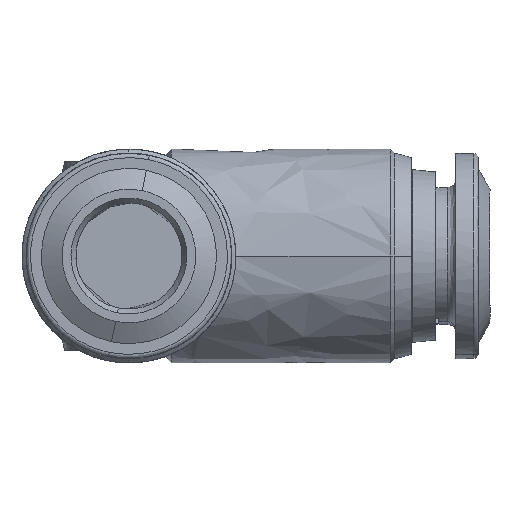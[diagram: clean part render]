
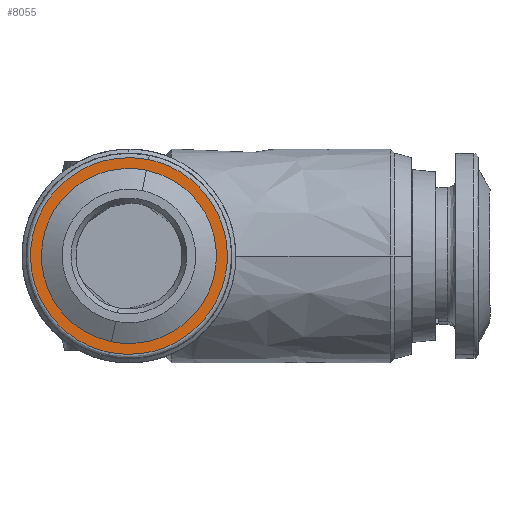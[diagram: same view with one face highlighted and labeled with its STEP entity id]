
A CAD part, left-side view. The second image highlights one B-rep face of the part: STEP entity #8055.
In plain terms, the highlighted free-form (B-spline) face has degree [1, 1] with [2, 2] control points.
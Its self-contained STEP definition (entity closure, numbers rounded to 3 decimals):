
#77 = CARTESIAN_POINT ( 'NONE',  ( -23.441, 5.803, 4.89 ) ) ;
#147 = CARTESIAN_POINT ( 'NONE',  ( -23.441, 9.951, 0.403 ) ) ;
#174 = CARTESIAN_POINT ( 'NONE',  ( -23.441, 8.542, -3.806 ) ) ;
#244 = CARTESIAN_POINT ( 'NONE',  ( -23.441, -1.622, 0.359 ) ) ;
#268 = CARTESIAN_POINT ( 'NONE',  ( -23.441, 0.327, 4.347 ) ) ;
#313 = CARTESIAN_POINT ( 'NONE',  ( -23.441, -1.044, 2.547 ) ) ;
#336 = CARTESIAN_POINT ( 'NONE',  ( -23.441, -1.319, -1.883 ) ) ;
#607 = CARTESIAN_POINT ( 'NONE',  ( -23.441, -2.694, 4.546 ) ) ;
#635 = B_SPLINE_CURVE_WITH_KNOTS ( 'NONE', 3,
 ( #667, #5061, #3814, #2576, #2491, #6314, #4518, #1922, #4394, #5150, #1307, #750, #5084, #1386, #77, #1357, #3246, #6937 ),
 .UNSPECIFIED., .F., .F.,
 ( 4, 2, 2, 2, 2, 2, 2, 2, 4 ),
 ( 0., 0.393, 0.785, 1.178, 1.571, 1.963, 2.356, 2.749, 3.142 ),
 .UNSPECIFIED. ) ;
#667 = CARTESIAN_POINT ( 'NONE',  ( -23.441, 5.183, -5.01 ) ) ;
#750 = CARTESIAN_POINT ( 'NONE',  ( -23.441, 8.031, 3.413 ) ) ;
#815 = CARTESIAN_POINT ( 'NONE',  ( -23.441, 8.513, 3.839 ) ) ;
#927 = CARTESIAN_POINT ( 'NONE',  ( -23.441, -0.181, -3.839 ) ) ;
#951 = CARTESIAN_POINT ( 'NONE',  ( -23.441, 5.309, -5.635 ) ) ;
#990 = CARTESIAN_POINT ( 'NONE',  ( -23.441, 1.902, -4.633 ) ) ;
#1041 = CARTESIAN_POINT ( 'NONE',  ( -23.441, 0.782, -3.891 ) ) ;
#1065 = CARTESIAN_POINT ( 'NONE',  ( -23.441, 2.492, 4.877 ) ) ;
#1307 = CARTESIAN_POINT ( 'NONE',  ( -23.441, 8.781, 2.3 ) ) ;
#1357 = CARTESIAN_POINT ( 'NONE',  ( -23.441, 4.485, 5.146 ) ) ;
#1386 = CARTESIAN_POINT ( 'NONE',  ( -23.441, 6.43, 4.633 ) ) ;
#1473 = CARTESIAN_POINT ( 'NONE',  ( -23.441, 3.15, 5.01 ) ) ;
#1548 = CARTESIAN_POINT ( 'NONE',  ( -23.441, -1.025, -2.587 ) ) ;
#1556 = ORIENTED_EDGE ( 'NONE', *, *, #7305, .T. ) ;
#1574 = CARTESIAN_POINT ( 'NONE',  ( -23.441, 2.283, 5.485 ) ) ;
#1613 = CARTESIAN_POINT ( 'NONE',  ( -23.441, 3.847, -5.146 ) ) ;
#1619 = EDGE_CURVE ( 'NONE', #6348, #7801, #635, .T. ) ;
#1734 = EDGE_LOOP ( 'NONE', ( #6901, #7934 ) ) ;
#1922 = CARTESIAN_POINT ( 'NONE',  ( -23.441, 9.313, -0.319 ) ) ;
#2192 = VERTEX_POINT ( 'NONE', #5041 ) ;
#2416 = B_SPLINE_SURFACE_WITH_KNOTS ( 'NONE', 1, 1, ( 
 ( #6284, #4391 ),
 ( #607, #5000 ) ),
 .UNSPECIFIED., .F., .F., .F.,
 ( 2, 2 ),
 ( 2, 2 ),
 ( 0., 1. ),
 ( 0., 1. ),
 .UNSPECIFIED. ) ;
#2491 = CARTESIAN_POINT ( 'NONE',  ( -23.441, 8.057, -3.384 ) ) ;
#2536 = EDGE_CURVE ( 'NONE', #2192, #8054, #2639, .T. ) ;
#2540 = B_SPLINE_CURVE_WITH_KNOTS ( 'NONE', 3,
 ( #4591, #6493, #2610, #6433, #3282, #7708, #815, #3904, #7121, #147, #6466, #2674, #7086, #174, #3342, #7767, #3965, #3406 ),
 .UNSPECIFIED., .F., .F.,
 ( 4, 2, 2, 2, 2, 2, 2, 2, 4 ),
 ( 0., 0.393, 0.785, 1.178, 1.571, 1.963, 2.356, 2.749, 3.142 ),
 .UNSPECIFIED. ) ;
#2576 = CARTESIAN_POINT ( 'NONE',  ( -23.441, 7.579, -3.865 ) ) ;
#2610 = CARTESIAN_POINT ( 'NONE',  ( -23.441, 4.525, 5.788 ) ) ;
#2639 = B_SPLINE_CURVE_WITH_KNOTS ( 'NONE', 3,
 ( #951, #6554, #6527, #5413, #7202, #3410, #927, #1548, #336, #5367, #244, #4026, #313, #5974, #268, #4722, #1574, #7798 ),
 .UNSPECIFIED., .F., .F.,
 ( 4, 2, 2, 2, 2, 2, 2, 2, 4 ),
 ( 0., 0.393, 0.785, 1.178, 1.571, 1.963, 2.356, 2.749, 3.142 ),
 .UNSPECIFIED. ) ;
#2674 = CARTESIAN_POINT ( 'NONE',  ( -23.441, 9.665, -1.841 ) ) ;
#2844 = CARTESIAN_POINT ( 'NONE',  ( -23.441, -0.466, 2.264 ) ) ;
#2873 = CARTESIAN_POINT ( 'NONE',  ( -23.441, 5.183, -5.01 ) ) ;
#3035 = EDGE_LOOP ( 'NONE', ( #1556, #6511 ) ) ;
#3246 = CARTESIAN_POINT ( 'NONE',  ( -23.441, 3.807, 5.144 ) ) ;
#3282 = CARTESIAN_POINT ( 'NONE',  ( -23.441, 6.713, 5.21 ) ) ;
#3342 = CARTESIAN_POINT ( 'NONE',  ( -23.441, 8.005, -4.347 ) ) ;
#3406 = CARTESIAN_POINT ( 'NONE',  ( -23.441, 5.309, -5.635 ) ) ;
#3410 = CARTESIAN_POINT ( 'NONE',  ( -23.441, 0.36, -4.376 ) ) ;
#3496 = CARTESIAN_POINT ( 'NONE',  ( -23.441, -0.723, 1.637 ) ) ;
#3541 = CARTESIAN_POINT ( 'NONE',  ( -23.441, -0.449, -2.3 ) ) ;
#3814 = CARTESIAN_POINT ( 'NONE',  ( -23.441, 6.466, -4.615 ) ) ;
#3904 = CARTESIAN_POINT ( 'NONE',  ( -23.441, 9.357, 2.587 ) ) ;
#3965 = CARTESIAN_POINT ( 'NONE',  ( -23.441, 6.049, -5.485 ) ) ;
#4026 = CARTESIAN_POINT ( 'NONE',  ( -23.441, -1.333, 1.841 ) ) ;
#4160 = CARTESIAN_POINT ( 'NONE',  ( -23.441, 0.301, -3.413 ) ) ;
#4391 = CARTESIAN_POINT ( 'NONE',  ( -23.441, 11.026, -4.546 ) ) ;
#4394 = CARTESIAN_POINT ( 'NONE',  ( -23.441, 9.31, 0.359 ) ) ;
#4518 = CARTESIAN_POINT ( 'NONE',  ( -23.441, 9.056, -1.637 ) ) ;
#4591 = CARTESIAN_POINT ( 'NONE',  ( -23.441, 3.023, 5.635 ) ) ;
#4693 = CARTESIAN_POINT ( 'NONE',  ( -23.441, 3.15, 5.01 ) ) ;
#4722 = CARTESIAN_POINT ( 'NONE',  ( -23.441, 1.58, 5.191 ) ) ;
#4768 = CARTESIAN_POINT ( 'NONE',  ( -23.441, -0.711, -1.675 ) ) ;
#4799 = FACE_OUTER_BOUND ( 'NONE', #3035, .T. ) ;
#5000 = CARTESIAN_POINT ( 'NONE',  ( -23.441, 8.712, 6.86 ) ) ;
#5001 = EDGE_CURVE ( 'NONE', #7801, #6348, #5135, .T. ) ;
#5041 = CARTESIAN_POINT ( 'NONE',  ( -23.441, 5.309, -5.635 ) ) ;
#5061 = CARTESIAN_POINT ( 'NONE',  ( -23.441, 5.841, -4.877 ) ) ;
#5084 = CARTESIAN_POINT ( 'NONE',  ( -23.441, 7.55, 3.891 ) ) ;
#5135 = B_SPLINE_CURVE_WITH_KNOTS ( 'NONE', 3,
 ( #1473, #1065, #5403, #5450, #6648, #2844, #3496, #7922, #6055, #4768, #3541, #4160, #1041, #990, #5423, #1613, #6031, #2873 ),
 .UNSPECIFIED., .F., .F.,
 ( 4, 2, 2, 2, 2, 2, 2, 2, 4 ),
 ( 0., 0.393, 0.785, 1.178, 1.571, 1.963, 2.356, 2.749, 3.142 ),
 .UNSPECIFIED. ) ;
#5150 = CARTESIAN_POINT ( 'NONE',  ( -23.441, 9.043, 1.675 ) ) ;
#5367 = CARTESIAN_POINT ( 'NONE',  ( -23.441, -1.619, -0.403 ) ) ;
#5403 = CARTESIAN_POINT ( 'NONE',  ( -23.441, 1.866, 4.615 ) ) ;
#5413 = CARTESIAN_POINT ( 'NONE',  ( -23.441, 2.325, -5.499 ) ) ;
#5423 = CARTESIAN_POINT ( 'NONE',  ( -23.441, 2.529, -4.89 ) ) ;
#5450 = CARTESIAN_POINT ( 'NONE',  ( -23.441, 0.753, 3.865 ) ) ;
#5974 = CARTESIAN_POINT ( 'NONE',  ( -23.441, -0.21, 3.806 ) ) ;
#6031 = CARTESIAN_POINT ( 'NONE',  ( -23.441, 4.525, -5.144 ) ) ;
#6055 = CARTESIAN_POINT ( 'NONE',  ( -23.441, -0.978, -0.359 ) ) ;
#6284 = CARTESIAN_POINT ( 'NONE',  ( -23.441, -0.38, -6.86 ) ) ;
#6314 = CARTESIAN_POINT ( 'NONE',  ( -23.441, 8.799, -2.264 ) ) ;
#6348 = VERTEX_POINT ( 'NONE', #7891 ) ;
#6433 = CARTESIAN_POINT ( 'NONE',  ( -23.441, 6.007, 5.499 ) ) ;
#6466 = CARTESIAN_POINT ( 'NONE',  ( -23.441, 9.954, -0.359 ) ) ;
#6493 = CARTESIAN_POINT ( 'NONE',  ( -23.441, 3.763, 5.785 ) ) ;
#6511 = ORIENTED_EDGE ( 'NONE', *, *, #2536, .T. ) ;
#6527 = CARTESIAN_POINT ( 'NONE',  ( -23.441, 3.807, -5.788 ) ) ;
#6554 = CARTESIAN_POINT ( 'NONE',  ( -23.441, 4.569, -5.785 ) ) ;
#6648 = CARTESIAN_POINT ( 'NONE',  ( -23.441, 0.275, 3.384 ) ) ;
#6677 = FACE_BOUND ( 'NONE', #1734, .T. ) ;
#6901 = ORIENTED_EDGE ( 'NONE', *, *, #1619, .T. ) ;
#6937 = CARTESIAN_POINT ( 'NONE',  ( -23.441, 3.15, 5.01 ) ) ;
#7086 = CARTESIAN_POINT ( 'NONE',  ( -23.441, 9.376, -2.547 ) ) ;
#7121 = CARTESIAN_POINT ( 'NONE',  ( -23.441, 9.651, 1.883 ) ) ;
#7202 = CARTESIAN_POINT ( 'NONE',  ( -23.441, 1.619, -5.21 ) ) ;
#7305 = EDGE_CURVE ( 'NONE', #8054, #2192, #2540, .T. ) ;
#7574 = CARTESIAN_POINT ( 'NONE',  ( -23.441, 3.023, 5.635 ) ) ;
#7708 = CARTESIAN_POINT ( 'NONE',  ( -23.441, 7.972, 4.376 ) ) ;
#7767 = CARTESIAN_POINT ( 'NONE',  ( -23.441, 6.753, -5.191 ) ) ;
#7798 = CARTESIAN_POINT ( 'NONE',  ( -23.441, 3.023, 5.635 ) ) ;
#7801 = VERTEX_POINT ( 'NONE', #4693 ) ;
#7891 = CARTESIAN_POINT ( 'NONE',  ( -23.441, 5.183, -5.01 ) ) ;
#7922 = CARTESIAN_POINT ( 'NONE',  ( -23.441, -0.98, 0.319 ) ) ;
#7934 = ORIENTED_EDGE ( 'NONE', *, *, #5001, .T. ) ;
#8054 = VERTEX_POINT ( 'NONE', #7574 ) ;
#8055 = ADVANCED_FACE ( 'NONE', ( #6677, #4799 ), #2416, .T. ) ;
